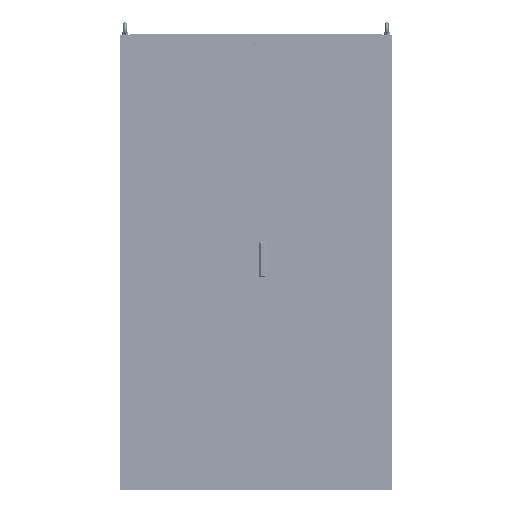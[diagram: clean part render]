
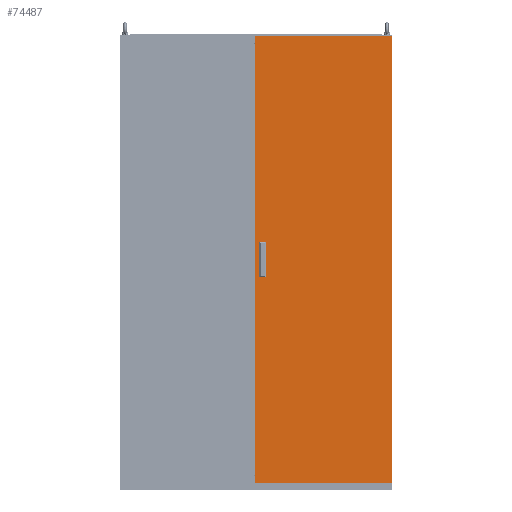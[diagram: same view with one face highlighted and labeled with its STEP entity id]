
A CAD part, top view. The second image highlights one B-rep face of the part: STEP entity #74487.
In plain terms, the highlighted planar face has unit normal (0, 0, 1).
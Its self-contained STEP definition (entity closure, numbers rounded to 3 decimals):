
#313 = LINE ( 'NONE', #186666, #37283 ) ;
#1133 = DIRECTION ( 'NONE',  ( 1., 0., 0. ) ) ;
#1201 = ORIENTED_EDGE ( 'NONE', *, *, #224013, .F. ) ;
#2102 = VECTOR ( 'NONE', #202002, 1000. ) ;
#2181 = CARTESIAN_POINT ( 'NONE',  ( 0., 0., 0. ) ) ;
#3843 = EDGE_CURVE ( 'NONE', #38725, #202358, #83761, .T. ) ;
#4810 = LINE ( 'NONE', #100239, #46760 ) ;
#6086 = VECTOR ( 'NONE', #176626, 1000. ) ;
#6181 = EDGE_CURVE ( 'NONE', #195298, #74972, #186621, .T. ) ;
#16236 = ORIENTED_EDGE ( 'NONE', *, *, #213962, .F. ) ;
#17350 = CARTESIAN_POINT ( 'NONE',  ( 597., 997., 0. ) ) ;
#17824 = VERTEX_POINT ( 'NONE', #238510 ) ;
#22642 = PLANE ( 'NONE',  #42597 ) ;
#29267 = CARTESIAN_POINT ( 'NONE',  ( 16.5, 38.5, 0. ) ) ;
#31311 = CARTESIAN_POINT ( 'NONE',  ( 41.5, -11.5, 0. ) ) ;
#37283 = VECTOR ( 'NONE', #169610, 1000. ) ;
#38725 = VERTEX_POINT ( 'NONE', #203756 ) ;
#39496 = VECTOR ( 'NONE', #215725, 1000. ) ;
#42597 = AXIS2_PLACEMENT_3D ( 'NONE', #2181, #187346, #148468 ) ;
#44734 = ORIENTED_EDGE ( 'NONE', *, *, #166057, .F. ) ;
#46760 = VECTOR ( 'NONE', #61552, 1000. ) ;
#51804 = DIRECTION ( 'NONE',  ( -1., 0., 0. ) ) ;
#53529 = DIRECTION ( 'NONE',  ( 1., 0., 0. ) ) ;
#53864 = VECTOR ( 'NONE', #94553, 1000. ) ;
#61065 = VECTOR ( 'NONE', #53529, 1000. ) ;
#61552 = DIRECTION ( 'NONE',  ( -1., 0., 0. ) ) ;
#62951 = CARTESIAN_POINT ( 'NONE',  ( 41.5, 38.5, 0. ) ) ;
#66780 = CARTESIAN_POINT ( 'NONE',  ( -3., -970., 0. ) ) ;
#68250 = LINE ( 'NONE', #17350, #195429 ) ;
#71547 = EDGE_CURVE ( 'NONE', #88632, #200191, #313, .T. ) ;
#72768 = EDGE_CURVE ( 'NONE', #202358, #186011, #200116, .T. ) ;
#73765 = ORIENTED_EDGE ( 'NONE', *, *, #6181, .F. ) ;
#74487 = ADVANCED_FACE ( 'NONE', ( #113451, #78337, #130382 ), #22642, .T. ) ;
#74972 = VERTEX_POINT ( 'NONE', #108112 ) ;
#75219 = ORIENTED_EDGE ( 'NONE', *, *, #230671, .T. ) ;
#78337 = FACE_BOUND ( 'NONE', #195628, .T. ) ;
#79422 = CARTESIAN_POINT ( 'NONE',  ( 16.5, -11.5, 0. ) ) ;
#79529 = EDGE_LOOP ( 'NONE', ( #75219, #116434, #168717, #150841 ) ) ;
#80624 = CARTESIAN_POINT ( 'NONE',  ( -3., 997., 0. ) ) ;
#82662 = CARTESIAN_POINT ( 'NONE',  ( 41.5, 38.5, 0. ) ) ;
#82989 = LINE ( 'NONE', #80624, #155745 ) ;
#83761 = LINE ( 'NONE', #29267, #118312 ) ;
#85924 = EDGE_LOOP ( 'NONE', ( #218859, #44734, #1201, #98097 ) ) ;
#88632 = VERTEX_POINT ( 'NONE', #143312 ) ;
#90318 = VERTEX_POINT ( 'NONE', #214137 ) ;
#94553 = DIRECTION ( 'NONE',  ( 0., -1., 0. ) ) ;
#94798 = VECTOR ( 'NONE', #1133, 1000. ) ;
#95121 = VERTEX_POINT ( 'NONE', #125175 ) ;
#98097 = ORIENTED_EDGE ( 'NONE', *, *, #72768, .F. ) ;
#100239 = CARTESIAN_POINT ( 'NONE',  ( 41.5, -11.5, 0. ) ) ;
#103873 = LINE ( 'NONE', #123206, #113020 ) ;
#106930 = DIRECTION ( 'NONE',  ( 0., 1., 0. ) ) ;
#108112 = CARTESIAN_POINT ( 'NONE',  ( 16.5, -61.5, 0. ) ) ;
#113020 = VECTOR ( 'NONE', #51804, 1000. ) ;
#113451 = FACE_BOUND ( 'NONE', #85924, .T. ) ;
#116434 = ORIENTED_EDGE ( 'NONE', *, *, #125404, .T. ) ;
#118312 = VECTOR ( 'NONE', #157509, 1000. ) ;
#123206 = CARTESIAN_POINT ( 'NONE',  ( 41.5, 88.5, 0. ) ) ;
#125175 = CARTESIAN_POINT ( 'NONE',  ( 597., -970., 0. ) ) ;
#125404 = EDGE_CURVE ( 'NONE', #90318, #95121, #232625, .T. ) ;
#127353 = VERTEX_POINT ( 'NONE', #168564 ) ;
#129806 = EDGE_CURVE ( 'NONE', #17824, #127353, #184947, .T. ) ;
#130382 = FACE_OUTER_BOUND ( 'NONE', #79529, .T. ) ;
#130530 = CARTESIAN_POINT ( 'NONE',  ( 41.5, -61.5, 0. ) ) ;
#139113 = LINE ( 'NONE', #62951, #6086 ) ;
#143312 = CARTESIAN_POINT ( 'NONE',  ( 41.5, -61.5, 0. ) ) ;
#143532 = CARTESIAN_POINT ( 'NONE',  ( 16.5, 38.5, 0. ) ) ;
#145467 = CARTESIAN_POINT ( 'NONE',  ( 41.5, 38.5, 0. ) ) ;
#145612 = ORIENTED_EDGE ( 'NONE', *, *, #71547, .F. ) ;
#148468 = DIRECTION ( 'NONE',  ( 1., 0., 0. ) ) ;
#150841 = ORIENTED_EDGE ( 'NONE', *, *, #129806, .T. ) ;
#155745 = VECTOR ( 'NONE', #230707, 1000. ) ;
#157509 = DIRECTION ( 'NONE',  ( 0., -1., 0. ) ) ;
#162857 = EDGE_CURVE ( 'NONE', #95121, #17824, #68250, .T. ) ;
#166057 = EDGE_CURVE ( 'NONE', #193357, #38725, #103873, .T. ) ;
#168365 = CARTESIAN_POINT ( 'NONE',  ( 16.5, -61.5, 0. ) ) ;
#168564 = CARTESIAN_POINT ( 'NONE',  ( -3., 997., 0. ) ) ;
#168717 = ORIENTED_EDGE ( 'NONE', *, *, #162857, .T. ) ;
#169610 = DIRECTION ( 'NONE',  ( 0., 1., 0. ) ) ;
#172826 = EDGE_CURVE ( 'NONE', #200191, #195298, #4810, .T. ) ;
#176626 = DIRECTION ( 'NONE',  ( 0., 1., 0. ) ) ;
#184947 = LINE ( 'NONE', #229326, #2102 ) ;
#186011 = VERTEX_POINT ( 'NONE', #82662 ) ;
#186621 = LINE ( 'NONE', #168365, #53864 ) ;
#186666 = CARTESIAN_POINT ( 'NONE',  ( 41.5, -61.5, 0. ) ) ;
#187346 = DIRECTION ( 'NONE',  ( 0., 0., 1. ) ) ;
#193357 = VERTEX_POINT ( 'NONE', #213838 ) ;
#195298 = VERTEX_POINT ( 'NONE', #79422 ) ;
#195429 = VECTOR ( 'NONE', #106930, 1000. ) ;
#195628 = EDGE_LOOP ( 'NONE', ( #73765, #228933, #145612, #16236 ) ) ;
#200116 = LINE ( 'NONE', #145467, #61065 ) ;
#200191 = VERTEX_POINT ( 'NONE', #31311 ) ;
#202002 = DIRECTION ( 'NONE',  ( -1., 0., 0. ) ) ;
#202358 = VERTEX_POINT ( 'NONE', #143532 ) ;
#203286 = LINE ( 'NONE', #130530, #94798 ) ;
#203756 = CARTESIAN_POINT ( 'NONE',  ( 16.5, 88.5, 0. ) ) ;
#213838 = CARTESIAN_POINT ( 'NONE',  ( 41.5, 88.5, 0. ) ) ;
#213962 = EDGE_CURVE ( 'NONE', #74972, #88632, #203286, .T. ) ;
#214137 = CARTESIAN_POINT ( 'NONE',  ( -3., -970., 0. ) ) ;
#215725 = DIRECTION ( 'NONE',  ( 1., 0., 0. ) ) ;
#218859 = ORIENTED_EDGE ( 'NONE', *, *, #3843, .F. ) ;
#224013 = EDGE_CURVE ( 'NONE', #186011, #193357, #139113, .T. ) ;
#228933 = ORIENTED_EDGE ( 'NONE', *, *, #172826, .F. ) ;
#229326 = CARTESIAN_POINT ( 'NONE',  ( -3., 997., 0. ) ) ;
#230671 = EDGE_CURVE ( 'NONE', #127353, #90318, #82989, .T. ) ;
#230707 = DIRECTION ( 'NONE',  ( 0., -1., 0. ) ) ;
#232625 = LINE ( 'NONE', #66780, #39496 ) ;
#238510 = CARTESIAN_POINT ( 'NONE',  ( 597., 997., 0. ) ) ;
